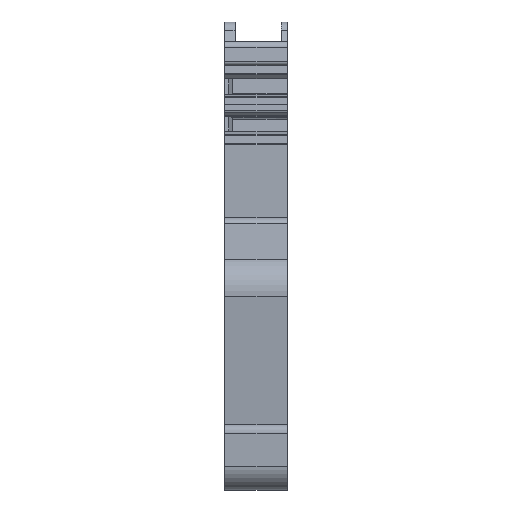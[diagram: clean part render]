
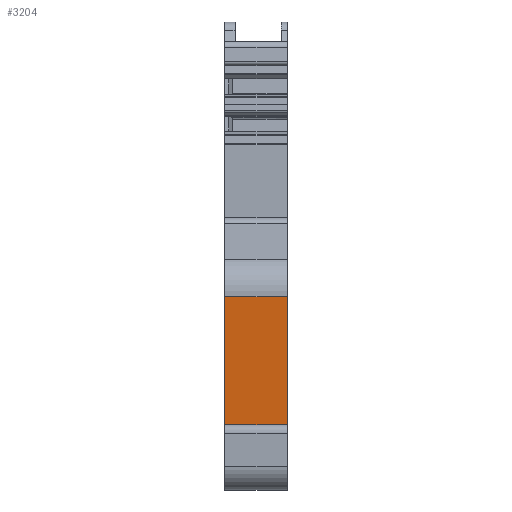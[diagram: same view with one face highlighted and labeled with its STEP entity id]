
A CAD part, front view. The second image highlights one B-rep face of the part: STEP entity #3204.
In plain terms, the highlighted planar face has unit normal (0, -0.995, -0.104).
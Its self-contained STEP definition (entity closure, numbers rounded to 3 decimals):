
#3177=AXIS2_PLACEMENT_3D('Plane Axis2P3D',#3174,#3175,#3176) ;
#3149=CARTESIAN_POINT('Vertex',(5.1,2.907,4.854)) ;
#3152=CARTESIAN_POINT('Line Origine',(2.55,2.907,4.854)) ;
#3156=CARTESIAN_POINT('Vertex',(0.,2.907,4.854)) ;
#3174=CARTESIAN_POINT('Axis2P3D Location',(0.,1.766,15.705)) ;
#3179=CARTESIAN_POINT('Line Origine',(2.55,1.766,15.705)) ;
#3183=CARTESIAN_POINT('Vertex',(0.,1.766,15.705)) ;
#3185=CARTESIAN_POINT('Vertex',(5.1,1.766,15.705)) ;
#3188=CARTESIAN_POINT('Line Origine',(0.,2.337,10.279)) ;
#3193=CARTESIAN_POINT('Line Origine',(5.1,2.337,10.279)) ;
#3153=DIRECTION('Vector Direction',(1.,0.,0.)) ;
#3175=DIRECTION('Axis2P3D Direction',(0.,-0.995,-0.105)) ;
#3176=DIRECTION('Axis2P3D XDirection',(0.,0.105,-0.995)) ;
#3180=DIRECTION('Vector Direction',(1.,0.,0.)) ;
#3189=DIRECTION('Vector Direction',(0.,-0.105,0.995)) ;
#3194=DIRECTION('Vector Direction',(0.,0.105,-0.995)) ;
#3154=VECTOR('Line Direction',#3153,1.) ;
#3181=VECTOR('Line Direction',#3180,1.) ;
#3190=VECTOR('Line Direction',#3189,1.) ;
#3195=VECTOR('Line Direction',#3194,1.) ;
#3199=ORIENTED_EDGE('',*,*,#3187,.F.) ;
#3200=ORIENTED_EDGE('',*,*,#3192,.T.) ;
#3201=ORIENTED_EDGE('',*,*,#3158,.T.) ;
#3202=ORIENTED_EDGE('',*,*,#3197,.F.) ;
#3204=ADVANCED_FACE('KLTR ZDU 2.5N/2AN FS 797944\\Mainbody ZDU2.5/2AN',(#3203),#3178,.T.) ;
#3158=EDGE_CURVE('',#3157,#3150,#3155,.T.) ;
#3187=EDGE_CURVE('',#3184,#3186,#3182,.T.) ;
#3192=EDGE_CURVE('',#3184,#3157,#3191,.F.) ;
#3197=EDGE_CURVE('',#3186,#3150,#3196,.T.) ;
#3198=EDGE_LOOP('',(#3199,#3200,#3201,#3202)) ;
#3203=FACE_OUTER_BOUND('',#3198,.T.) ;
#3155=LINE('Line',#3152,#3154) ;
#3182=LINE('Line',#3179,#3181) ;
#3191=LINE('Line',#3188,#3190) ;
#3196=LINE('Line',#3193,#3195) ;
#3178=PLANE('',#3177) ;
#3150=VERTEX_POINT('',#3149) ;
#3157=VERTEX_POINT('',#3156) ;
#3184=VERTEX_POINT('',#3183) ;
#3186=VERTEX_POINT('',#3185) ;
